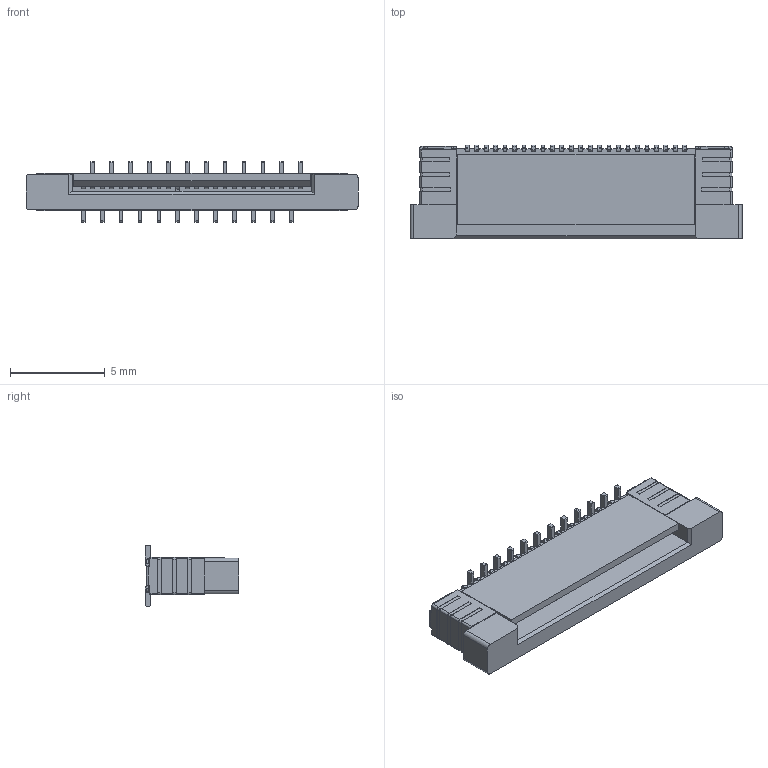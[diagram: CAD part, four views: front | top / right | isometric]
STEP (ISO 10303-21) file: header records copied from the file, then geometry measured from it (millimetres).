
FILE_DESCRIPTION((''),'2;1');
FILE_NAME('FFC05012-24SSA124W5M','2025-07-10T',('工程三'),(''),'PRO/ENGINEER BY PARAMETRIC TECHNOLOGY CORPORATION, 2010280','PRO/ENGINEER BY PARAMETRIC TECHNOLOGY CORPORATION, 2010280','');
FILE_SCHEMA(('CONFIG_CONTROL_DESIGN'));
Length unit declared in the file: millimetre
Products named in the file (1): FFC05012-24SSA124W5M
Bounding box: 17.55 x 4.95 x 3.2 mm (x, y, z)
Volume: 130.9 mm3; surface area: 471.1 mm2
Topology: 1 solids, 3 shells, 1172 faces, 3305 edges, 2133 vertices
Faces by surface type: plane 808, cylinder 364
Entity records: 37637 total; most frequent: CARTESIAN_POINT 6610, ORIENTED_EDGE 6610, DIRECTION 6455, EDGE_CURVE 3305, VECTOR 2499, LINE 2499, VERTEX_POINT 2133, AXIS2_PLACEMENT_3D 1978
